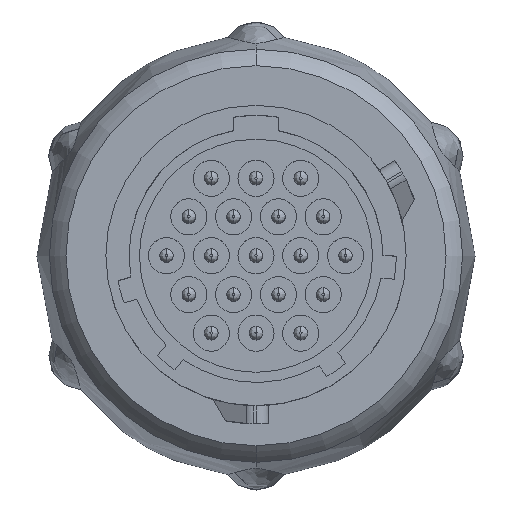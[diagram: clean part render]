
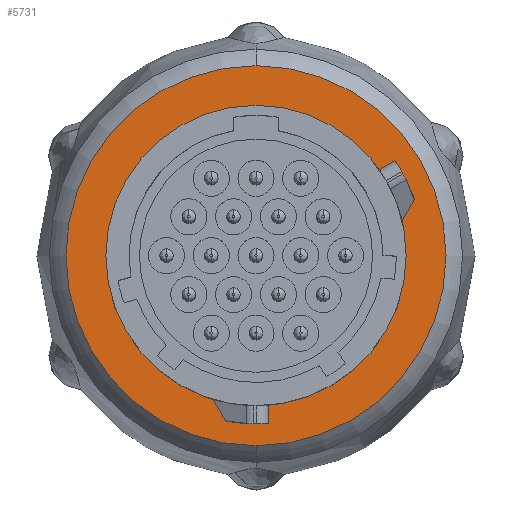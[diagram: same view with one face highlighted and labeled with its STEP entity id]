
A CAD part, top view. The second image highlights one B-rep face of the part: STEP entity #5731.
In plain terms, the highlighted planar face has unit normal (0, 0, 1).
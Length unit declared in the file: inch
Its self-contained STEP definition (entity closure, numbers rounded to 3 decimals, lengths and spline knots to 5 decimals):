
#1321=CARTESIAN_POINT('',(0.,0.,0.94488));
#1322=DIRECTION('',(0.,0.,1.));
#1323=DIRECTION('',(0.,1.,0.));
#1324=AXIS2_PLACEMENT_3D('',#1321,#1322,#1323);
#1326=CARTESIAN_POINT('',(0.,0.,0.94488));
#1327=DIRECTION('',(0.,0.,-1.));
#1328=DIRECTION('',(0.,1.,0.));
#1329=AXIS2_PLACEMENT_3D('',#1326,#1327,#1328);
#1354=CARTESIAN_POINT('',(0.,0.,0.94488));
#1355=DIRECTION('',(0.,0.,1.));
#1356=DIRECTION('',(0.,1.,0.));
#1357=AXIS2_PLACEMENT_3D('',#1354,#1355,#1356);
#1479=CARTESIAN_POINT('',(0.,0.,0.94488));
#1480=DIRECTION('',(0.,0.,-1.));
#1481=DIRECTION('',(0.,1.,0.));
#1482=AXIS2_PLACEMENT_3D('',#1479,#1480,#1481);
#4374=CARTESIAN_POINT('',(0.,0.55145,0.94488));
#4376=VERTEX_POINT('',#4374);
#4386=CARTESIAN_POINT('',(0.,-0.55145,0.94488));
#4388=VERTEX_POINT('',#4386);
#4489=CARTESIAN_POINT('',(0.,0.43583,0.94488));
#4491=VERTEX_POINT('',#4489);
#4495=CARTESIAN_POINT('',(0.,-0.43583,0.94488));
#4496=VERTEX_POINT('',#4495);
#5716=CARTESIAN_POINT('',(0.,0.,0.94488));
#5717=DIRECTION('',(0.,0.,-1.));
#5718=DIRECTION('',(0.,-1.,0.));
#5719=AXIS2_PLACEMENT_3D('',#5716,#5717,#5718);
#5720=PLANE('',#5719);
#5721=ORIENTED_EDGE('',*,*,#5709,.F.);
#5722=ORIENTED_EDGE('',*,*,#5698,.T.);
#5723=EDGE_LOOP('',(#5721,#5722));
#5724=FACE_OUTER_BOUND('',#5723,.F.);
#5726=ORIENTED_EDGE('',*,*,#5725,.T.);
#5728=ORIENTED_EDGE('',*,*,#5727,.F.);
#5729=EDGE_LOOP('',(#5726,#5728));
#5730=FACE_BOUND('',#5729,.F.);
#5731=ADVANCED_FACE('',(#5724,#5730),#5720,.F.);
#1325=CIRCLE('',#1324,0.55145);
#1330=CIRCLE('',#1329,0.55145);
#1358=CIRCLE('',#1357,0.43583);
#1483=CIRCLE('',#1482,0.43583);
#5698=EDGE_CURVE('',#4376,#4388,#1330,.T.);
#5709=EDGE_CURVE('',#4376,#4388,#1325,.T.);
#5725=EDGE_CURVE('',#4491,#4496,#1358,.T.);
#5727=EDGE_CURVE('',#4491,#4496,#1483,.T.);
